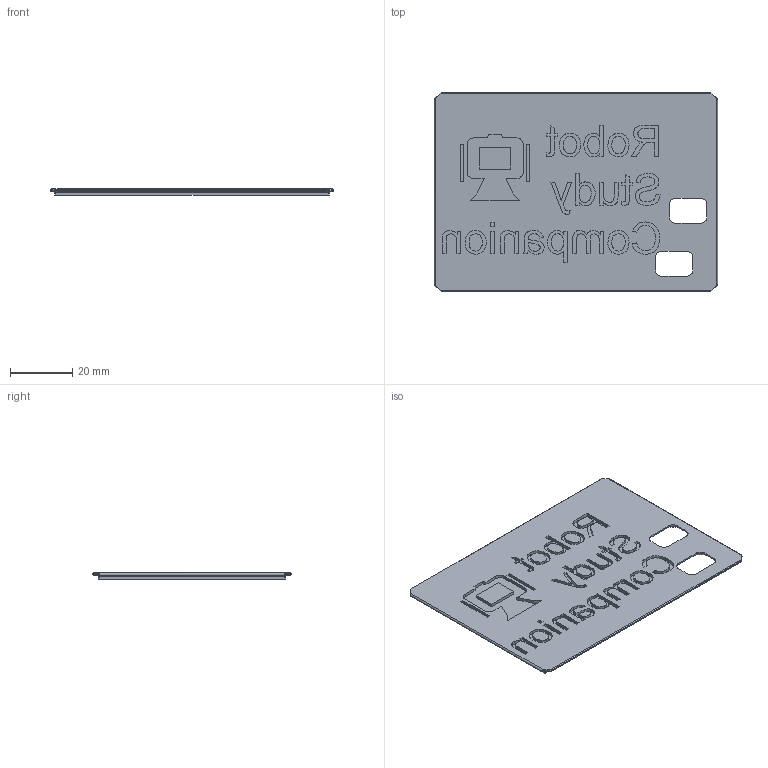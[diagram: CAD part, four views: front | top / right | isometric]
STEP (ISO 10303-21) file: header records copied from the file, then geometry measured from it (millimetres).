
FILE_DESCRIPTION(/* description */ (''),/* implementation_level */ '2;1');
FILE_NAME(/* name */ 'back_panel v39.step',/* time_stamp */ '2023-05-20T17:06:02+03:00',/* author */ (''),/* organization */ (''),/* preprocessor_version */ 'ST-DEVELOPER v19.2',/* originating_system */ 'Autodesk Translation Framework v12.4.0.73',/* authorisation */ '');
FILE_SCHEMA (('AUTOMOTIVE_DESIGN { 1 0 10303 214 3 1 1 }'));
Length unit declared in the file: millimetre
Products named in the file (1): back_panel
Bounding box: 90.8 x 63.8 x 1.95 mm (x, y, z)
Volume: 9570.1 mm3; surface area: 12695.6 mm2
Topology: 1 solids, 1 shells, 562 faces, 1518 edges, 992 vertices
Faces by surface type: bspline 308, plane 232, cylinder 14, cone 8
Entity records: 20546 total; most frequent: CARTESIAN_POINT 8513, ORIENTED_EDGE 3036, EDGE_CURVE 1518, DIRECTION 1444, VERTEX_POINT 992, LINE 870, VECTOR 870, B_SPLINE_CURVE_WITH_KNOTS 616
